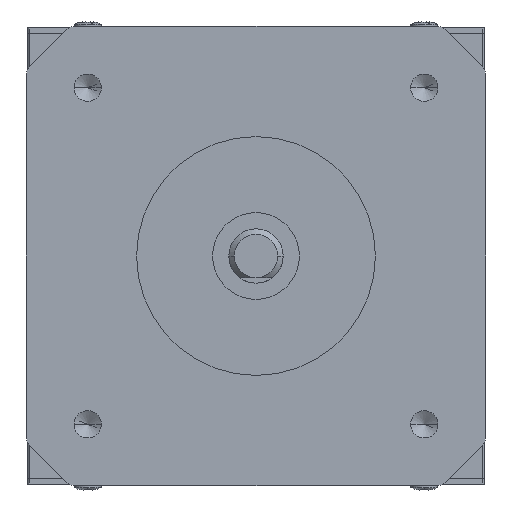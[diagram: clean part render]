
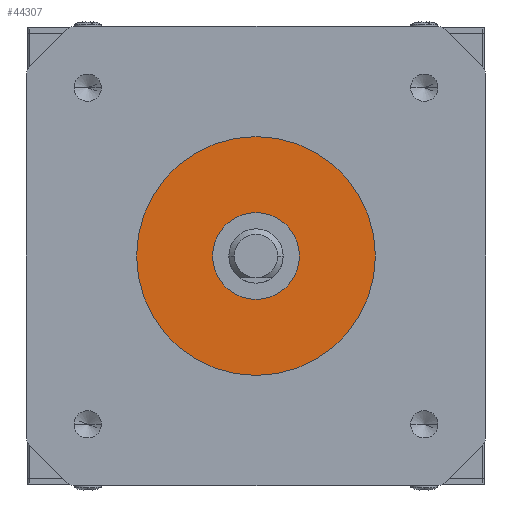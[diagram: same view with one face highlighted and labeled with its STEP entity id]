
A CAD part, front view. The second image highlights one B-rep face of the part: STEP entity #44307.
In plain terms, the highlighted face is planar.
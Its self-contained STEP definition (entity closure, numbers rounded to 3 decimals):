
#4837 = FACE_BOUND ( 'NONE', #51307, .T. ) ;
#9944 = VERTEX_POINT ( 'NONE', #51367 ) ;
#14035 = CARTESIAN_POINT ( 'NONE',  ( 11., 0., -41.5 ) ) ;
#14413 = AXIS2_PLACEMENT_3D ( 'NONE', #48388, #25946, #36969 ) ;
#15879 = FACE_OUTER_BOUND ( 'NONE', #46272, .T. ) ;
#16213 = CARTESIAN_POINT ( 'NONE',  ( 0., 0., -41.5 ) ) ;
#16299 = CARTESIAN_POINT ( 'NONE',  ( -4., 0., -41.5 ) ) ;
#16970 = CARTESIAN_POINT ( 'NONE',  ( 0., 0., -41.5 ) ) ;
#19184 = EDGE_CURVE ( 'NONE', #64529, #51181, #31627, .T. ) ;
#20976 = PLANE ( 'NONE',  #56258 ) ;
#20987 = EDGE_CURVE ( 'NONE', #34312, #9944, #46079, .T. ) ;
#25946 = DIRECTION ( 'NONE',  ( 0., 0., -1. ) ) ;
#26003 = CARTESIAN_POINT ( 'NONE',  ( 4., 0., -41.5 ) ) ;
#28490 = AXIS2_PLACEMENT_3D ( 'NONE', #55505, #66888, #56607 ) ;
#29314 = DIRECTION ( 'NONE',  ( 0., 0., -1. ) ) ;
#29858 = AXIS2_PLACEMENT_3D ( 'NONE', #57148, #29314, #33695 ) ;
#31627 = CIRCLE ( 'NONE', #33963, 4. ) ;
#33695 = DIRECTION ( 'NONE',  ( -1., 0., 0. ) ) ;
#33963 = AXIS2_PLACEMENT_3D ( 'NONE', #16213, #55043, #60561 ) ;
#34171 = DIRECTION ( 'NONE',  ( -1., 0., 0. ) ) ;
#34312 = VERTEX_POINT ( 'NONE', #14035 ) ;
#36969 = DIRECTION ( 'NONE',  ( -1., 0., 0. ) ) ;
#37929 = ORIENTED_EDGE ( 'NONE', *, *, #19184, .F. ) ;
#43743 = CIRCLE ( 'NONE', #28490, 4. ) ;
#44307 = ADVANCED_FACE ( 'NONE', ( #15879, #4837 ), #20976, .T. ) ;
#44664 = ORIENTED_EDGE ( 'NONE', *, *, #61772, .F. ) ;
#46079 = CIRCLE ( 'NONE', #14413, 11. ) ;
#46272 = EDGE_LOOP ( 'NONE', ( #63160, #63209 ) ) ;
#46356 = DIRECTION ( 'NONE',  ( 0., 0., -1. ) ) ;
#48388 = CARTESIAN_POINT ( 'NONE',  ( 0., 0., -41.5 ) ) ;
#51181 = VERTEX_POINT ( 'NONE', #16299 ) ;
#51307 = EDGE_LOOP ( 'NONE', ( #37929, #44664 ) ) ;
#51367 = CARTESIAN_POINT ( 'NONE',  ( -11., 0., -41.5 ) ) ;
#55043 = DIRECTION ( 'NONE',  ( 0., 0., -1. ) ) ;
#55413 = EDGE_CURVE ( 'NONE', #9944, #34312, #67296, .T. ) ;
#55505 = CARTESIAN_POINT ( 'NONE',  ( 0., 0., -41.5 ) ) ;
#56258 = AXIS2_PLACEMENT_3D ( 'NONE', #16970, #46356, #34171 ) ;
#56607 = DIRECTION ( 'NONE',  ( -1., 0., 0. ) ) ;
#57148 = CARTESIAN_POINT ( 'NONE',  ( 0., 0., -41.5 ) ) ;
#60561 = DIRECTION ( 'NONE',  ( -1., 0., 0. ) ) ;
#61772 = EDGE_CURVE ( 'NONE', #51181, #64529, #43743, .T. ) ;
#63160 = ORIENTED_EDGE ( 'NONE', *, *, #20987, .T. ) ;
#63209 = ORIENTED_EDGE ( 'NONE', *, *, #55413, .T. ) ;
#64529 = VERTEX_POINT ( 'NONE', #26003 ) ;
#66888 = DIRECTION ( 'NONE',  ( 0., 0., -1. ) ) ;
#67296 = CIRCLE ( 'NONE', #29858, 11. ) ;
